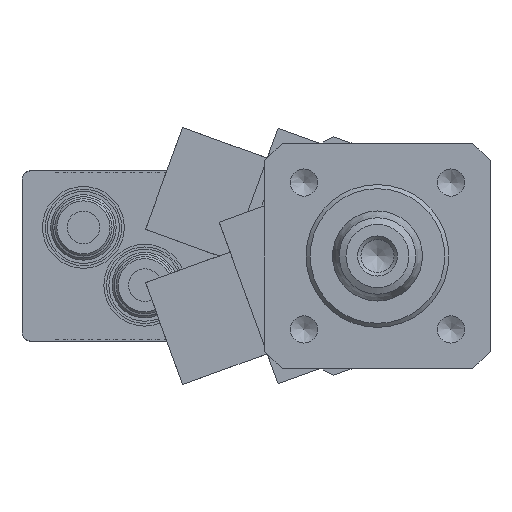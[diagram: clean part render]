
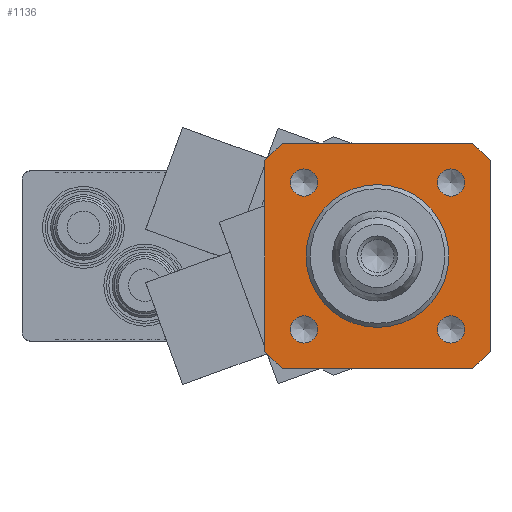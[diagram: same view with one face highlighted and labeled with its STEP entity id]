
A CAD part, left-side view. The second image highlights one B-rep face of the part: STEP entity #1136.
In plain terms, the highlighted planar face has unit normal (-1, 0, 0).
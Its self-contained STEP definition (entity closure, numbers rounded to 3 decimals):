
#204=CARTESIAN_POINT('',(-19.0,17.45,0.0));
#205=VERTEX_POINT('',#204);
#206=CARTESIAN_POINT('',(-19.,0.0,0.0));
#207=DIRECTION('',(1.0,0.0,0.0));
#208=DIRECTION('',(0.0,1.0,0.0));
#209=AXIS2_PLACEMENT_3D('',#206,#207,#208);
#210=CIRCLE('',#209,17.45);
#211=EDGE_CURVE('',#205,#205,#210,.T.);
#583=CARTESIAN_POINT('',(-19.0,-14.637,-17.961));
#584=VERTEX_POINT('',#583);
#585=CARTESIAN_POINT('',(-19.0,-17.961,-17.961));
#586=DIRECTION('',(1.0,0.0,0.0));
#587=DIRECTION('',(0.0,1.0,0.0));
#588=AXIS2_PLACEMENT_3D('',#585,#586,#587);
#589=CIRCLE('',#588,3.324);
#590=EDGE_CURVE('',#584,#584,#589,.T.);
#662=CARTESIAN_POINT('',(-19.0,-17.961,14.637));
#663=VERTEX_POINT('',#662);
#664=CARTESIAN_POINT('',(-19.0,-17.961,17.961));
#665=DIRECTION('',(1.0,0.0,0.0));
#666=DIRECTION('',(0.0,0.0,-1.0));
#667=AXIS2_PLACEMENT_3D('',#664,#665,#666);
#668=CIRCLE('',#667,3.324);
#669=EDGE_CURVE('',#663,#663,#668,.T.);
#741=CARTESIAN_POINT('',(-19.0,14.637,17.961));
#742=VERTEX_POINT('',#741);
#743=CARTESIAN_POINT('',(-19.0,17.961,17.961));
#744=DIRECTION('',(1.0,0.0,0.0));
#745=DIRECTION('',(0.0,-1.0,0.0));
#746=AXIS2_PLACEMENT_3D('',#743,#744,#745);
#747=CIRCLE('',#746,3.324);
#748=EDGE_CURVE('',#742,#742,#747,.T.);
#820=CARTESIAN_POINT('',(-19.0,17.961,-14.637));
#821=VERTEX_POINT('',#820);
#822=CARTESIAN_POINT('',(-19.0,17.961,-17.961));
#823=DIRECTION('',(1.0,0.0,0.0));
#824=DIRECTION('',(0.0,0.0,1.0));
#825=AXIS2_PLACEMENT_3D('',#822,#823,#824);
#826=CIRCLE('',#825,3.324);
#827=EDGE_CURVE('',#821,#821,#826,.T.);
#840=CARTESIAN_POINT('',(-19.0,23.233,-27.5));
#841=VERTEX_POINT('',#840);
#842=CARTESIAN_POINT('',(-19.0,-23.233,-27.5));
#843=VERTEX_POINT('',#842);
#844=CARTESIAN_POINT('',(-19.0,23.233,-27.5));
#845=DIRECTION('',(0.0,-1.0,0.0));
#846=VECTOR('',#845,46.465);
#847=LINE('',#844,#846);
#848=EDGE_CURVE('',#841,#843,#847,.T.);
#880=CARTESIAN_POINT('',(-19.0,-23.233,27.5));
#881=VERTEX_POINT('',#880);
#882=CARTESIAN_POINT('',(-19.0,23.233,27.5));
#883=VERTEX_POINT('',#882);
#884=CARTESIAN_POINT('',(-19.0,-23.233,27.5));
#885=DIRECTION('',(0.0,1.0,0.0));
#886=VECTOR('',#885,46.465);
#887=LINE('',#884,#886);
#888=EDGE_CURVE('',#881,#883,#887,.T.);
#920=CARTESIAN_POINT('',(-19.0,27.5,23.233));
#921=VERTEX_POINT('',#920);
#922=CARTESIAN_POINT('',(-19.0,27.5,-23.233));
#923=VERTEX_POINT('',#922);
#924=CARTESIAN_POINT('',(-19.0,27.5,23.233));
#925=DIRECTION('',(0.0,0.0,-1.0));
#926=VECTOR('',#925,46.465);
#927=LINE('',#924,#926);
#928=EDGE_CURVE('',#921,#923,#927,.T.);
#960=CARTESIAN_POINT('',(-19.0,-27.5,-23.233));
#961=VERTEX_POINT('',#960);
#962=CARTESIAN_POINT('',(-19.0,-27.5,23.233));
#963=VERTEX_POINT('',#962);
#964=CARTESIAN_POINT('',(-19.0,-27.5,-23.233));
#965=DIRECTION('',(0.0,0.0,1.0));
#966=VECTOR('',#965,46.465);
#967=LINE('',#964,#966);
#968=EDGE_CURVE('',#961,#963,#967,.T.);
#1052=CARTESIAN_POINT('',(-19.,0.0,0.0));
#1053=DIRECTION('',(1.0,0.0,0.0));
#1054=DIRECTION('',(0.0,1.0,0.0));
#1055=AXIS2_PLACEMENT_3D('',#1052,#1053,#1054);
#1056=CIRCLE('',#1055,36.0);
#1057=EDGE_CURVE('',#881,#963,#1056,.T.);
#1072=CARTESIAN_POINT('',(-19.,0.0,0.0));
#1073=DIRECTION('',(1.0,0.0,0.0));
#1074=DIRECTION('',(0.0,1.0,0.0));
#1075=AXIS2_PLACEMENT_3D('',#1072,#1073,#1074);
#1076=CIRCLE('',#1075,36.0);
#1077=EDGE_CURVE('',#921,#883,#1076,.T.);
#1090=CARTESIAN_POINT('',(-19.,0.0,0.0));
#1091=DIRECTION('',(1.0,0.0,0.0));
#1092=DIRECTION('',(0.0,1.0,0.0));
#1093=AXIS2_PLACEMENT_3D('',#1090,#1091,#1092);
#1094=CIRCLE('',#1093,36.0);
#1095=EDGE_CURVE('',#961,#843,#1094,.T.);
#1100=CARTESIAN_POINT('',(-19.0,26.725,0.0));
#1101=DIRECTION('',(-1.0,0.0,0.0));
#1102=DIRECTION('',(0.0,0.0,1.0));
#1103=AXIS2_PLACEMENT_3D('',#1100,#1101,#1102);
#1104=PLANE('',#1103);
#1105=ORIENTED_EDGE('',*,*,#848,.T.);
#1106=ORIENTED_EDGE('',*,*,#1095,.F.);
#1107=ORIENTED_EDGE('',*,*,#968,.T.);
#1108=ORIENTED_EDGE('',*,*,#1057,.F.);
#1109=ORIENTED_EDGE('',*,*,#888,.T.);
#1110=ORIENTED_EDGE('',*,*,#1077,.F.);
#1111=ORIENTED_EDGE('',*,*,#928,.T.);
#1112=CARTESIAN_POINT('',(-19.,0.0,0.0));
#1113=DIRECTION('',(1.0,0.0,0.0));
#1114=DIRECTION('',(0.0,1.0,0.0));
#1115=AXIS2_PLACEMENT_3D('',#1112,#1113,#1114);
#1116=CIRCLE('',#1115,36.0);
#1117=EDGE_CURVE('',#841,#923,#1116,.T.);
#1118=ORIENTED_EDGE('',*,*,#1117,.F.);
#1119=EDGE_LOOP('',(#1105,#1106,#1107,#1108,#1109,#1110,#1111,#1118));
#1120=FACE_OUTER_BOUND('',#1119,.T.);
#1121=ORIENTED_EDGE('',*,*,#590,.T.);
#1122=EDGE_LOOP('',(#1121));
#1123=FACE_BOUND('',#1122,.T.);
#1124=ORIENTED_EDGE('',*,*,#669,.T.);
#1125=EDGE_LOOP('',(#1124));
#1126=FACE_BOUND('',#1125,.T.);
#1127=ORIENTED_EDGE('',*,*,#748,.T.);
#1128=EDGE_LOOP('',(#1127));
#1129=FACE_BOUND('',#1128,.T.);
#1130=ORIENTED_EDGE('',*,*,#827,.T.);
#1131=EDGE_LOOP('',(#1130));
#1132=FACE_BOUND('',#1131,.T.);
#1133=ORIENTED_EDGE('',*,*,#211,.T.);
#1134=EDGE_LOOP('',(#1133));
#1135=FACE_BOUND('',#1134,.T.);
#1136=ADVANCED_FACE('',(#1120,#1123,#1126,#1129,#1132,#1135),#1104,.T.);
